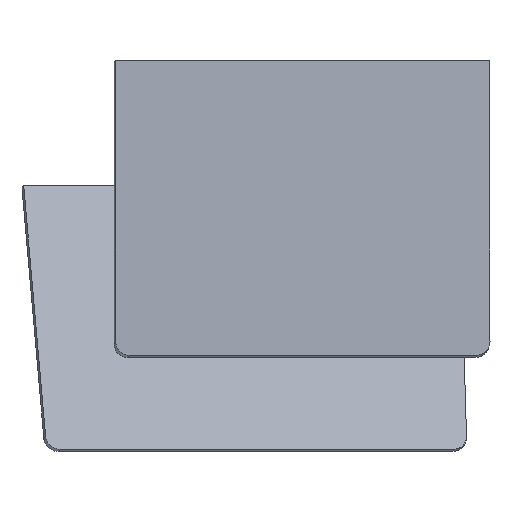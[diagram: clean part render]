
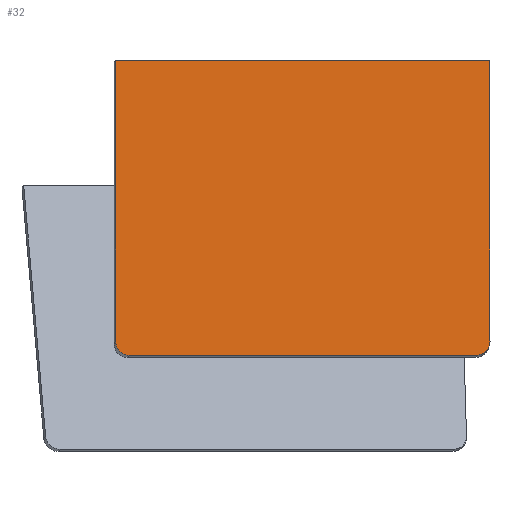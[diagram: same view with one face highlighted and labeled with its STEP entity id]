
A CAD part, left-side view. The second image highlights one B-rep face of the part: STEP entity #32.
In plain terms, the highlighted planar face has unit normal (-0.993, -0.116, 0).
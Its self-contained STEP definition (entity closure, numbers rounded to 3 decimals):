
#32 = ADVANCED_FACE('',(#33),#47,.F.);
#33 = FACE_BOUND('',#34,.F.);
#34 = EDGE_LOOP('',(#35,#70,#96,#133,#159,#195));
#35 = ORIENTED_EDGE('',*,*,#36,.F.);
#36 = EDGE_CURVE('',#37,#39,#41,.T.);
#37 = VERTEX_POINT('',#38);
#38 = CARTESIAN_POINT('',(8532.815,513.582,
    6029.381));
#39 = VERTEX_POINT('',#40);
#40 = CARTESIAN_POINT('',(8422.277,1459.302,
    6029.381));
#41 = SURFACE_CURVE('',#42,(#46,#58),.PCURVE_S1.);
#42 = LINE('',#43,#44);
#43 = CARTESIAN_POINT('',(8477.034,990.823,
    6029.381));
#44 = VECTOR('',#45,1.);
#45 = DIRECTION('',(-0.116,0.993,0.));
#46 = PCURVE('',#47,#52);
#47 = PLANE('',#48);
#48 = AXIS2_PLACEMENT_3D('',#49,#50,#51);
#49 = CARTESIAN_POINT('',(8477.034,990.823,0.));
#50 = DIRECTION('',(0.993,0.116,0.));
#51 = DIRECTION('',(0.,0.,-1.));
#52 = DEFINITIONAL_REPRESENTATION('',(#53),#57);
#53 = LINE('',#54,#55);
#54 = CARTESIAN_POINT('',(-6029.381,0.));
#55 = VECTOR('',#56,1.);
#56 = DIRECTION('',(0.,1.));
#57 = ( GEOMETRIC_REPRESENTATION_CONTEXT(2) 
PARAMETRIC_REPRESENTATION_CONTEXT() REPRESENTATION_CONTEXT('2D SPACE',''
  ) );
#58 = PCURVE('',#59,#64);
#59 = PLANE('',#60);
#60 = AXIS2_PLACEMENT_3D('',#61,#62,#63);
#61 = CARTESIAN_POINT('',(1792.573,209.521,
    7622.775));
#62 = DIRECTION('',(0.229,0.027,0.973));
#63 = DIRECTION('',(0.973,0.,-0.229));
#64 = DEFINITIONAL_REPRESENTATION('',(#65),#69);
#65 = LINE('',#66,#67);
#66 = CARTESIAN_POINT('',(6871.716,781.581));
#67 = VECTOR('',#68,1.);
#68 = DIRECTION('',(-0.113,0.994));
#69 = ( GEOMETRIC_REPRESENTATION_CONTEXT(2) 
PARAMETRIC_REPRESENTATION_CONTEXT() REPRESENTATION_CONTEXT('2D SPACE',''
  ) );
#70 = ORIENTED_EDGE('',*,*,#71,.F.);
#71 = EDGE_CURVE('',#72,#37,#74,.T.);
#72 = VERTEX_POINT('',#73);
#73 = CARTESIAN_POINT('',(8532.815,513.582,
    5319.829));
#74 = SURFACE_CURVE('',#75,(#79,#85),.PCURVE_S1.);
#75 = LINE('',#76,#77);
#76 = CARTESIAN_POINT('',(8532.815,513.582,0.));
#77 = VECTOR('',#78,1.);
#78 = DIRECTION('',(-0.,0.,1.));
#79 = PCURVE('',#47,#80);
#80 = DEFINITIONAL_REPRESENTATION('',(#81),#84);
#81 = B_SPLINE_CURVE_WITH_KNOTS('',1,(#82,#83),.UNSPECIFIED.,.F.,.F.,(2,
    2),(-12000000.,12000000.),.PIECEWISE_BEZIER_KNOTS.);
#82 = CARTESIAN_POINT('',(12000000.,-480.489));
#83 = CARTESIAN_POINT('',(-12000000.,-480.489));
#84 = ( GEOMETRIC_REPRESENTATION_CONTEXT(2) 
PARAMETRIC_REPRESENTATION_CONTEXT() REPRESENTATION_CONTEXT('2D SPACE',''
  ) );
#85 = PCURVE('',#86,#91);
#86 = PLANE('',#87);
#87 = AXIS2_PLACEMENT_3D('',#88,#89,#90);
#88 = CARTESIAN_POINT('',(-0.964,16.547,0.));
#89 = DIRECTION('',(0.058,-0.998,0.));
#90 = DIRECTION('',(0.,0.,-1.));
#91 = DEFINITIONAL_REPRESENTATION('',(#92),#95);
#92 = B_SPLINE_CURVE_WITH_KNOTS('',1,(#93,#94),.UNSPECIFIED.,.F.,.F.,(2,
    2),(-12000000.,12000000.),.PIECEWISE_BEZIER_KNOTS.);
#93 = CARTESIAN_POINT('',(12000000.,8548.241));
#94 = CARTESIAN_POINT('',(-12000000.,8548.241));
#95 = ( GEOMETRIC_REPRESENTATION_CONTEXT(2) 
PARAMETRIC_REPRESENTATION_CONTEXT() REPRESENTATION_CONTEXT('2D SPACE',''
  ) );
#96 = ORIENTED_EDGE('',*,*,#97,.T.);
#97 = EDGE_CURVE('',#72,#98,#100,.T.);
#98 = VERTEX_POINT('',#99);
#99 = CARTESIAN_POINT('',(8528.844,547.564,
    5284.73));
#100 = SURFACE_CURVE('',#101,(#106,#113),.PCURVE_S1.);
#101 = ELLIPSE('',#102,35.633,34.619);
#102 = AXIS2_PLACEMENT_3D('',#103,#104,#105);
#103 = CARTESIAN_POINT('',(8528.79,548.025,
    5320.306));
#104 = DIRECTION('',(0.993,0.116,0.));
#105 = DIRECTION('',(-0.028,0.237,0.971)
  );
#106 = PCURVE('',#47,#107);
#107 = DEFINITIONAL_REPRESENTATION('',(#108),#112);
#108 = ELLIPSE('',#109,35.633,34.619);
#109 = AXIS2_PLACEMENT_2D('',#110,#111);
#110 = CARTESIAN_POINT('',(-5320.306,-445.812));
#111 = DIRECTION('',(-0.971,0.239));
#112 = ( GEOMETRIC_REPRESENTATION_CONTEXT(2) 
PARAMETRIC_REPRESENTATION_CONTEXT() REPRESENTATION_CONTEXT('2D SPACE',''
  ) );
#113 = PCURVE('',#114,#119);
#114 = CYLINDRICAL_SURFACE('',#115,34.619);
#115 = AXIS2_PLACEMENT_3D('',#116,#117,#118);
#116 = CARTESIAN_POINT('',(9564.665,608.358,
    5075.051));
#117 = DIRECTION('',(-0.972,-0.057,0.23)
  );
#118 = DIRECTION('',(-0.229,-0.027,-0.973
    ));
#119 = DEFINITIONAL_REPRESENTATION('',(#120),#132);
#120 = B_SPLINE_CURVE_WITH_KNOTS('',10,(#121,#122,#123,#124,#125,#126,
    #127,#128,#129,#130,#131),.UNSPECIFIED.,.F.,.F.,(11,11),(
    1.346,3.849),.PIECEWISE_BEZIER_KNOTS.);
#121 = CARTESIAN_POINT('',(2.03,1068.101));
#122 = CARTESIAN_POINT('',(1.78,1066.042));
#123 = CARTESIAN_POINT('',(1.529,1063.852));
#124 = CARTESIAN_POINT('',(1.279,1061.71));
#125 = CARTESIAN_POINT('',(1.029,1059.81));
#126 = CARTESIAN_POINT('',(0.779,1058.334));
#127 = CARTESIAN_POINT('',(0.528,1057.422));
#128 = CARTESIAN_POINT('',(0.278,1057.147));
#129 = CARTESIAN_POINT('',(0.028,1057.507));
#130 = CARTESIAN_POINT('',(-0.222,1058.432));
#131 = CARTESIAN_POINT('',(-0.473,1059.805));
#132 = ( GEOMETRIC_REPRESENTATION_CONTEXT(2) 
PARAMETRIC_REPRESENTATION_CONTEXT() REPRESENTATION_CONTEXT('2D SPACE',''
  ) );
#133 = ORIENTED_EDGE('',*,*,#134,.T.);
#134 = EDGE_CURVE('',#98,#135,#137,.T.);
#135 = VERTEX_POINT('',#136);
#136 = CARTESIAN_POINT('',(8426.249,1425.32,
    5284.73));
#137 = SURFACE_CURVE('',#138,(#142,#148),.PCURVE_S1.);
#138 = LINE('',#139,#140);
#139 = CARTESIAN_POINT('',(8477.034,990.823,
    5284.73));
#140 = VECTOR('',#141,1.);
#141 = DIRECTION('',(-0.116,0.993,0.));
#142 = PCURVE('',#47,#143);
#143 = DEFINITIONAL_REPRESENTATION('',(#144),#147);
#144 = B_SPLINE_CURVE_WITH_KNOTS('',1,(#145,#146),.UNSPECIFIED.,.F.,.F.,
  (2,2),(-12000000.,12000000.),
  .PIECEWISE_BEZIER_KNOTS.);
#145 = CARTESIAN_POINT('',(-5284.209,-12000000.));
#146 = CARTESIAN_POINT('',(-5285.251,12000000.));
#147 = ( GEOMETRIC_REPRESENTATION_CONTEXT(2) 
PARAMETRIC_REPRESENTATION_CONTEXT() REPRESENTATION_CONTEXT('2D SPACE',''
  ) );
#148 = PCURVE('',#149,#154);
#149 = PLANE('',#150);
#150 = AXIS2_PLACEMENT_3D('',#151,#152,#153);
#151 = CARTESIAN_POINT('',(1626.756,190.14,
    6917.65));
#152 = DIRECTION('',(0.229,0.027,0.973));
#153 = DIRECTION('',(0.973,0.,-0.229)
  );
#154 = DEFINITIONAL_REPRESENTATION('',(#155),#158);
#155 = B_SPLINE_CURVE_WITH_KNOTS('',1,(#156,#157),.UNSPECIFIED.,.F.,.F.,
  (2,2),(-12000000.,12000000.),
  .PIECEWISE_BEZIER_KNOTS.);
#156 = CARTESIAN_POINT('',(1363164.592,-11922324.963));
#157 = CARTESIAN_POINT('',(-1349080.235,11923926.902));
#158 = ( GEOMETRIC_REPRESENTATION_CONTEXT(2) 
PARAMETRIC_REPRESENTATION_CONTEXT() REPRESENTATION_CONTEXT('2D SPACE',''
  ) );
#159 = ORIENTED_EDGE('',*,*,#160,.T.);
#160 = EDGE_CURVE('',#135,#161,#163,.T.);
#161 = VERTEX_POINT('',#162);
#162 = CARTESIAN_POINT('',(8422.277,1459.302,
    5319.829));
#163 = SURFACE_CURVE('',#164,(#169,#176),.PCURVE_S1.);
#164 = ELLIPSE('',#165,35.633,34.619);
#165 = AXIS2_PLACEMENT_3D('',#166,#167,#168);
#166 = CARTESIAN_POINT('',(8426.303,1424.859,
    5320.306));
#167 = DIRECTION('',(0.993,0.116,0.));
#168 = DIRECTION('',(-0.028,0.237,-0.971)
  );
#169 = PCURVE('',#47,#170);
#170 = DEFINITIONAL_REPRESENTATION('',(#171),#175);
#171 = ELLIPSE('',#172,35.633,34.619);
#172 = AXIS2_PLACEMENT_2D('',#173,#174);
#173 = CARTESIAN_POINT('',(-5320.306,436.991));
#174 = DIRECTION('',(0.971,0.239));
#175 = ( GEOMETRIC_REPRESENTATION_CONTEXT(2) 
PARAMETRIC_REPRESENTATION_CONTEXT() REPRESENTATION_CONTEXT('2D SPACE',''
  ) );
#176 = PCURVE('',#177,#182);
#177 = CYLINDRICAL_SURFACE('',#178,34.619);
#178 = AXIS2_PLACEMENT_3D('',#179,#180,#181);
#179 = CARTESIAN_POINT('',(8440.346,1427.335,
    5316.935));
#180 = DIRECTION('',(0.958,0.169,-0.23));
#181 = DIRECTION('',(-0.229,-0.027,-0.973
    ));
#182 = DEFINITIONAL_REPRESENTATION('',(#183),#194);
#183 = B_SPLINE_CURVE_WITH_KNOTS('',9,(#184,#185,#186,#187,#188,#189,
    #190,#191,#192,#193),.UNSPECIFIED.,.F.,.F.,(10,10),(5.576,
    8.079),.PIECEWISE_BEZIER_KNOTS.);
#184 = CARTESIAN_POINT('',(-0.473,-8.237));
#185 = CARTESIAN_POINT('',(-0.195,-6.712));
#186 = CARTESIAN_POINT('',(0.084,-5.745));
#187 = CARTESIAN_POINT('',(0.362,-5.507));
#188 = CARTESIAN_POINT('',(0.64,-6.085));
#189 = CARTESIAN_POINT('',(0.918,-7.447));
#190 = CARTESIAN_POINT('',(1.196,-9.434));
#191 = CARTESIAN_POINT('',(1.474,-11.793));
#192 = CARTESIAN_POINT('',(1.752,-14.245));
#193 = CARTESIAN_POINT('',(2.03,-16.533));
#194 = ( GEOMETRIC_REPRESENTATION_CONTEXT(2) 
PARAMETRIC_REPRESENTATION_CONTEXT() REPRESENTATION_CONTEXT('2D SPACE',''
  ) );
#195 = ORIENTED_EDGE('',*,*,#196,.T.);
#196 = EDGE_CURVE('',#161,#39,#197,.T.);
#197 = SURFACE_CURVE('',#198,(#202,#208),.PCURVE_S1.);
#198 = LINE('',#199,#200);
#199 = CARTESIAN_POINT('',(8422.277,1459.302,0.));
#200 = VECTOR('',#201,1.);
#201 = DIRECTION('',(-0.,0.,1.));
#202 = PCURVE('',#47,#203);
#203 = DEFINITIONAL_REPRESENTATION('',(#204),#207);
#204 = B_SPLINE_CURVE_WITH_KNOTS('',1,(#205,#206),.UNSPECIFIED.,.F.,.F.,
  (2,2),(-12000000.,12000000.),.PIECEWISE_BEZIER_KNOTS.);
#205 = CARTESIAN_POINT('',(12000000.,471.668));
#206 = CARTESIAN_POINT('',(-12000000.,471.668));
#207 = ( GEOMETRIC_REPRESENTATION_CONTEXT(2) 
PARAMETRIC_REPRESENTATION_CONTEXT() REPRESENTATION_CONTEXT('2D SPACE',''
  ) );
#208 = PCURVE('',#209,#214);
#209 = PLANE('',#210);
#210 = AXIS2_PLACEMENT_3D('',#211,#212,#213);
#211 = CARTESIAN_POINT('',(4.407,-24.996,0.));
#212 = DIRECTION('',(0.174,-0.985,0.));
#213 = DIRECTION('',(0.,0.,-1.));
#214 = DEFINITIONAL_REPRESENTATION('',(#215),#218);
#215 = B_SPLINE_CURVE_WITH_KNOTS('',1,(#216,#217),.UNSPECIFIED.,.F.,.F.,
  (2,2),(-12000000.,12000000.),.PIECEWISE_BEZIER_KNOTS.);
#216 = CARTESIAN_POINT('',(12000000.,8547.729));
#217 = CARTESIAN_POINT('',(-12000000.,8547.729));
#218 = ( GEOMETRIC_REPRESENTATION_CONTEXT(2) 
PARAMETRIC_REPRESENTATION_CONTEXT() REPRESENTATION_CONTEXT('2D SPACE',''
  ) );
